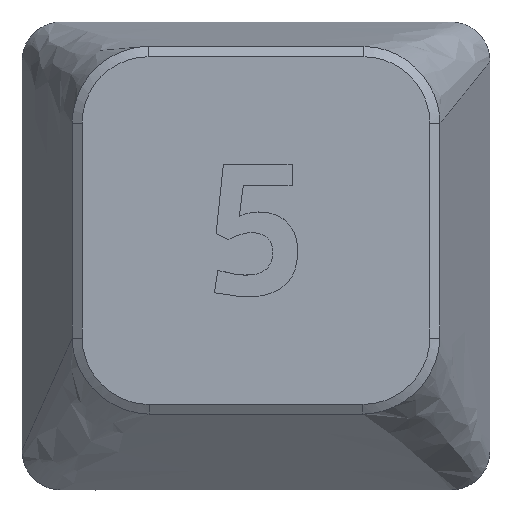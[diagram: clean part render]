
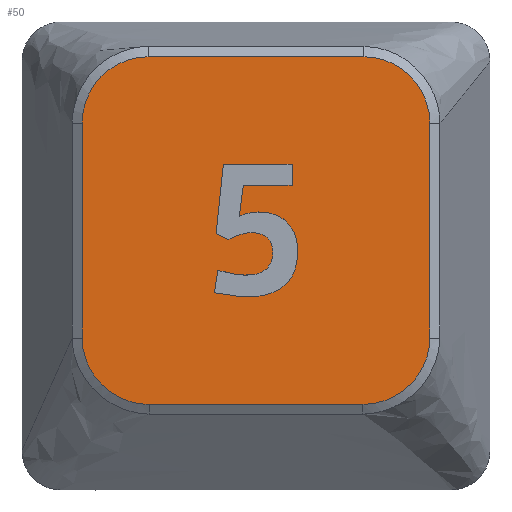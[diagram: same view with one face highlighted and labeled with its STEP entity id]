
A CAD part, top view. The second image highlights one B-rep face of the part: STEP entity #50.
In plain terms, the highlighted planar face has unit normal (0, 0, 1).
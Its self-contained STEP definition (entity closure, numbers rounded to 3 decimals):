
#17=FACE_BOUND('',#181,.T.);
#50=ADVANCED_FACE('',(#114,#17),#1013,.T.);
#114=FACE_OUTER_BOUND('',#180,.T.);
#180=EDGE_LOOP('',(#360,#361,#362,#363,#364,#365,#366,#367));
#181=EDGE_LOOP('',(#368,#369,#370,#371,#372,#373,#374,#375,#376));
#360=ORIENTED_EDGE('',*,*,#619,.T.);
#361=ORIENTED_EDGE('',*,*,#639,.T.);
#362=ORIENTED_EDGE('',*,*,#637,.T.);
#363=ORIENTED_EDGE('',*,*,#635,.T.);
#364=ORIENTED_EDGE('',*,*,#633,.T.);
#365=ORIENTED_EDGE('',*,*,#616,.T.);
#366=ORIENTED_EDGE('',*,*,#630,.T.);
#367=ORIENTED_EDGE('',*,*,#628,.T.);
#368=ORIENTED_EDGE('',*,*,#666,.F.);
#369=ORIENTED_EDGE('',*,*,#665,.F.);
#370=ORIENTED_EDGE('',*,*,#664,.F.);
#371=ORIENTED_EDGE('',*,*,#663,.F.);
#372=ORIENTED_EDGE('',*,*,#662,.F.);
#373=ORIENTED_EDGE('',*,*,#661,.F.);
#374=ORIENTED_EDGE('',*,*,#660,.F.);
#375=ORIENTED_EDGE('',*,*,#659,.F.);
#376=ORIENTED_EDGE('',*,*,#658,.F.);
#616=EDGE_CURVE('',#917,#916,#791,.T.);
#619=EDGE_CURVE('',#907,#921,#794,.T.);
#628=EDGE_CURVE('',#915,#907,#803,.T.);
#630=EDGE_CURVE('',#916,#915,#805,.T.);
#633=EDGE_CURVE('',#918,#917,#808,.T.);
#635=EDGE_CURVE('',#919,#918,#810,.T.);
#637=EDGE_CURVE('',#920,#919,#812,.T.);
#639=EDGE_CURVE('',#921,#920,#814,.T.);
#658=EDGE_CURVE('',#931,#932,#833,.T.);
#659=EDGE_CURVE('',#932,#933,#834,.T.);
#660=EDGE_CURVE('',#933,#934,#835,.T.);
#661=EDGE_CURVE('',#934,#935,#836,.T.);
#662=EDGE_CURVE('',#935,#936,#837,.T.);
#663=EDGE_CURVE('',#936,#937,#838,.T.);
#664=EDGE_CURVE('',#937,#938,#839,.T.);
#665=EDGE_CURVE('',#938,#939,#840,.T.);
#666=EDGE_CURVE('',#939,#931,#841,.T.);
#791=B_SPLINE_CURVE_WITH_KNOTS('',3,(#1813,#1814,#1815,#1816),
 .UNSPECIFIED.,.F.,.F.,(4,4),(-20.393,-12.086),
 .UNSPECIFIED.);
#794=B_SPLINE_CURVE_WITH_KNOTS('',3,(#1823,#1824,#1825,#1826,#1827),
 .UNSPECIFIED.,.F.,.F.,(4,1,4),(-48.917,-46.906,-44.896),
 .UNSPECIFIED.);
#803=B_SPLINE_CURVE_WITH_KNOTS('',3,(#1862,#1863,#1864,#1865),
 .UNSPECIFIED.,.F.,.F.,(4,4),(-8.095,0.17),
 .UNSPECIFIED.);
#805=B_SPLINE_CURVE_WITH_KNOTS('',3,(#1868,#1869,#1870,#1871,#1872),
 .UNSPECIFIED.,.F.,.F.,(4,1,4),(-12.086,-10.092,-8.095),
 .UNSPECIFIED.);
#808=B_SPLINE_CURVE_WITH_KNOTS('',3,(#1877,#1878,#1879,#1880,#1881),
 .UNSPECIFIED.,.F.,.F.,(4,1,4),(-24.384,-22.386,-20.393),
 .UNSPECIFIED.);
#810=B_SPLINE_CURVE_WITH_KNOTS('',3,(#1884,#1885,#1886,#1887),
 .UNSPECIFIED.,.F.,.F.,(4,4),(-32.649,-24.384),
 .UNSPECIFIED.);
#812=B_SPLINE_CURVE_WITH_KNOTS('',3,(#1890,#1891,#1892,#1893,#1894),
 .UNSPECIFIED.,.F.,.F.,(4,1,4),(-36.669,-34.66,-32.649),
 .UNSPECIFIED.);
#814=B_SPLINE_CURVE_WITH_KNOTS('',3,(#1897,#1898,#1899,#1900),
 .UNSPECIFIED.,.F.,.F.,(4,4),(-44.896,-36.669),
 .UNSPECIFIED.);
#833=B_SPLINE_CURVE_WITH_KNOTS('',1,(#1959,#1960),.UNSPECIFIED.,.F.,.F.,
(2,2),(-21.,-20.),.UNSPECIFIED.);
#834=B_SPLINE_CURVE_WITH_KNOTS('',1,(#1961,#1962),.UNSPECIFIED.,.F.,.F.,
(2,2),(-20.,-19.),.UNSPECIFIED.);
#835=B_SPLINE_CURVE_WITH_KNOTS('',1,(#1963,#1964),.UNSPECIFIED.,.F.,.F.,
(2,2),(-19.,-18.),.UNSPECIFIED.);
#836=B_SPLINE_CURVE_WITH_KNOTS('',1,(#1965,#1966),.UNSPECIFIED.,.F.,.F.,
(2,2),(-18.,-17.),.UNSPECIFIED.);
#837=B_SPLINE_CURVE_WITH_KNOTS('',1,(#1967,#1968),.UNSPECIFIED.,.F.,.F.,
(2,2),(-17.,-16.),.UNSPECIFIED.);
#838=B_SPLINE_CURVE_WITH_KNOTS('',1,(#1969,#1970),.UNSPECIFIED.,.F.,.F.,
(2,2),(-16.,-15.),.UNSPECIFIED.);
#839=B_SPLINE_CURVE_WITH_KNOTS('',3,(#1971,#1972,#1973,#1974,#1975,#1976,
#1977,#1978,#1979,#1980,#1981,#1982,#1983),.UNSPECIFIED.,.F.,.F.,(4,3,3,
3,4),(-15.,-14.,-13.,-12.,-11.),.UNSPECIFIED.);
#840=B_SPLINE_CURVE_WITH_KNOTS('',1,(#1984,#1985),.UNSPECIFIED.,.F.,.F.,
(2,2),(-11.,-10.),.UNSPECIFIED.);
#841=B_SPLINE_CURVE_WITH_KNOTS('',3,(#1986,#1987,#1988,#1989,#1990,#1991,
#1992,#1993,#1994,#1995,#1996,#1997,#1998),.UNSPECIFIED.,.F.,.F.,(4,3,3,
3,4),(-10.,-9.,-8.,-7.,-6.),.UNSPECIFIED.);
#907=VERTEX_POINT('',#1463);
#915=VERTEX_POINT('',#1471);
#916=VERTEX_POINT('',#1472);
#917=VERTEX_POINT('',#1473);
#918=VERTEX_POINT('',#1474);
#919=VERTEX_POINT('',#1475);
#920=VERTEX_POINT('',#1476);
#921=VERTEX_POINT('',#1477);
#931=VERTEX_POINT('',#1487);
#932=VERTEX_POINT('',#1488);
#933=VERTEX_POINT('',#1489);
#934=VERTEX_POINT('',#1490);
#935=VERTEX_POINT('',#1491);
#936=VERTEX_POINT('',#1492);
#937=VERTEX_POINT('',#1493);
#938=VERTEX_POINT('',#1494);
#939=VERTEX_POINT('',#1495);
#1013=PLANE('',#1081);
#1081=AXIS2_PLACEMENT_3D('',#1383,#1132,$);
#1132=DIRECTION('',(0.,0.,1.));
#1383=CARTESIAN_POINT('',(16.86,8.14,14.));
#1463=CARTESIAN_POINT('',(17.312,-3.17,14.));
#1471=CARTESIAN_POINT('',(17.312,5.095,14.));
#1472=CARTESIAN_POINT('',(19.847,7.647,14.));
#1473=CARTESIAN_POINT('',(28.153,7.647,14.));
#1474=CARTESIAN_POINT('',(30.688,5.095,14.));
#1475=CARTESIAN_POINT('',(30.688,-3.17,14.));
#1476=CARTESIAN_POINT('',(28.114,-5.723,14.));
#1477=CARTESIAN_POINT('',(19.886,-5.723,14.));
#1487=CARTESIAN_POINT('',(23.355,1.509,14.));
#1488=CARTESIAN_POINT('',(23.512,2.7,14.));
#1489=CARTESIAN_POINT('',(25.387,2.7,14.));
#1490=CARTESIAN_POINT('',(25.387,3.514,14.));
#1491=CARTESIAN_POINT('',(22.743,3.514,14.));
#1492=CARTESIAN_POINT('',(22.464,0.838,14.));
#1493=CARTESIAN_POINT('',(22.958,0.617,14.));
#1494=CARTESIAN_POINT('',(22.535,-0.568,14.));
#1495=CARTESIAN_POINT('',(22.398,-1.427,14.));
#1813=CARTESIAN_POINT('',(28.153,7.647,14.));
#1814=CARTESIAN_POINT('',(25.384,7.647,14.));
#1815=CARTESIAN_POINT('',(22.616,7.647,14.));
#1816=CARTESIAN_POINT('',(19.847,7.647,14.));
#1823=CARTESIAN_POINT('',(17.312,-3.17,14.));
#1824=CARTESIAN_POINT('',(17.309,-3.843,14.));
#1825=CARTESIAN_POINT('',(17.888,-5.165,14.));
#1826=CARTESIAN_POINT('',(19.215,-5.726,14.));
#1827=CARTESIAN_POINT('',(19.886,-5.723,14.));
#1862=CARTESIAN_POINT('',(17.312,5.095,14.));
#1863=CARTESIAN_POINT('',(17.312,2.34,14.));
#1864=CARTESIAN_POINT('',(17.312,-0.415,14.));
#1865=CARTESIAN_POINT('',(17.312,-3.17,14.));
#1868=CARTESIAN_POINT('',(19.847,7.647,14.));
#1869=CARTESIAN_POINT('',(19.18,7.651,14.));
#1870=CARTESIAN_POINT('',(17.864,7.082,14.));
#1871=CARTESIAN_POINT('',(17.309,5.762,14.));
#1872=CARTESIAN_POINT('',(17.312,5.095,14.));
#1877=CARTESIAN_POINT('',(30.688,5.095,14.));
#1878=CARTESIAN_POINT('',(30.691,5.762,14.));
#1879=CARTESIAN_POINT('',(30.136,7.082,14.));
#1880=CARTESIAN_POINT('',(28.82,7.651,14.));
#1881=CARTESIAN_POINT('',(28.153,7.647,14.));
#1884=CARTESIAN_POINT('',(30.688,-3.17,14.));
#1885=CARTESIAN_POINT('',(30.688,-0.415,14.));
#1886=CARTESIAN_POINT('',(30.688,2.34,14.));
#1887=CARTESIAN_POINT('',(30.688,5.095,14.));
#1890=CARTESIAN_POINT('',(28.114,-5.723,14.));
#1891=CARTESIAN_POINT('',(28.785,-5.726,14.));
#1892=CARTESIAN_POINT('',(30.112,-5.165,14.));
#1893=CARTESIAN_POINT('',(30.691,-3.843,14.));
#1894=CARTESIAN_POINT('',(30.688,-3.17,14.));
#1897=CARTESIAN_POINT('',(19.886,-5.723,14.));
#1898=CARTESIAN_POINT('',(22.629,-5.723,14.));
#1899=CARTESIAN_POINT('',(25.371,-5.723,14.));
#1900=CARTESIAN_POINT('',(28.114,-5.723,14.));
#1959=CARTESIAN_POINT('',(23.355,1.509,14.));
#1960=CARTESIAN_POINT('',(23.512,2.7,14.));
#1961=CARTESIAN_POINT('',(23.512,2.7,14.));
#1962=CARTESIAN_POINT('',(25.387,2.7,14.));
#1963=CARTESIAN_POINT('',(25.387,2.7,14.));
#1964=CARTESIAN_POINT('',(25.387,3.514,14.));
#1965=CARTESIAN_POINT('',(25.387,3.514,14.));
#1966=CARTESIAN_POINT('',(22.743,3.514,14.));
#1967=CARTESIAN_POINT('',(22.743,3.514,14.));
#1968=CARTESIAN_POINT('',(22.464,0.838,14.));
#1969=CARTESIAN_POINT('',(22.464,0.838,14.));
#1970=CARTESIAN_POINT('',(22.958,0.617,14.));
#1971=CARTESIAN_POINT('',(22.958,0.617,14.));
#1972=CARTESIAN_POINT('',(23.206,0.767,14.));
#1973=CARTESIAN_POINT('',(23.512,0.884,14.));
#1974=CARTESIAN_POINT('',(23.85,0.884,14.));
#1975=CARTESIAN_POINT('',(24.299,0.884,14.));
#1976=CARTESIAN_POINT('',(24.645,0.656,14.));
#1977=CARTESIAN_POINT('',(24.645,0.155,14.));
#1978=CARTESIAN_POINT('',(24.645,-0.561,14.));
#1979=CARTESIAN_POINT('',(24.137,-0.75,14.));
#1980=CARTESIAN_POINT('',(23.655,-0.75,14.));
#1981=CARTESIAN_POINT('',(23.303,-0.75,14.));
#1982=CARTESIAN_POINT('',(22.835,-0.665,14.));
#1983=CARTESIAN_POINT('',(22.535,-0.568,14.));
#1984=CARTESIAN_POINT('',(22.535,-0.568,14.));
#1985=CARTESIAN_POINT('',(22.398,-1.427,14.));
#1986=CARTESIAN_POINT('',(22.398,-1.427,14.));
#1987=CARTESIAN_POINT('',(22.75,-1.518,14.));
#1988=CARTESIAN_POINT('',(23.31,-1.59,14.));
#1989=CARTESIAN_POINT('',(23.661,-1.59,14.));
#1990=CARTESIAN_POINT('',(24.768,-1.59,14.));
#1991=CARTESIAN_POINT('',(25.602,-1.102,14.));
#1992=CARTESIAN_POINT('',(25.602,0.142,14.));
#1993=CARTESIAN_POINT('',(25.602,1.203,14.));
#1994=CARTESIAN_POINT('',(24.944,1.678,14.));
#1995=CARTESIAN_POINT('',(24.104,1.678,14.));
#1996=CARTESIAN_POINT('',(23.883,1.678,14.));
#1997=CARTESIAN_POINT('',(23.59,1.626,14.));
#1998=CARTESIAN_POINT('',(23.355,1.509,14.));
